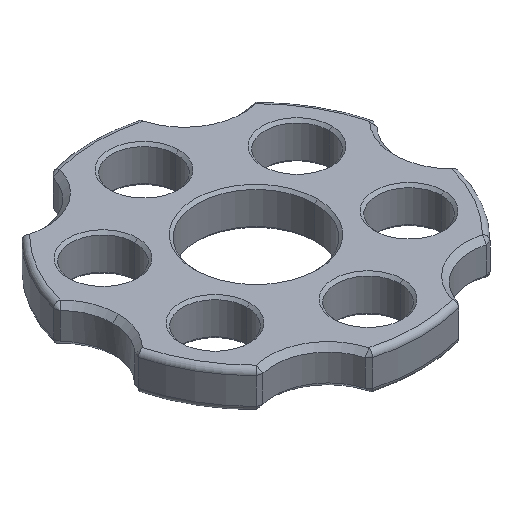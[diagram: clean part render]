
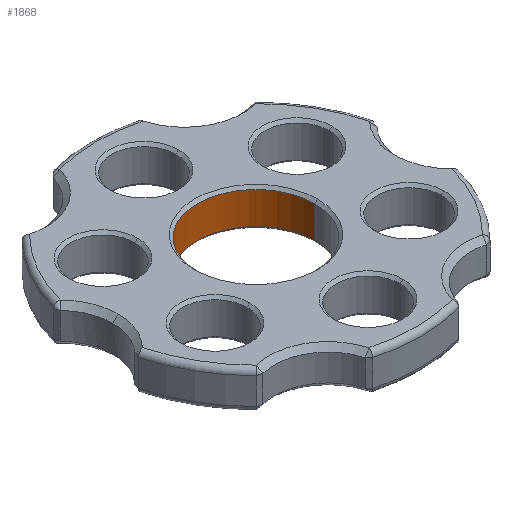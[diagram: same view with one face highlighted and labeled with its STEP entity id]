
A CAD part, isometric view. The second image highlights one B-rep face of the part: STEP entity #1868.
In plain terms, the highlighted cylindrical face has radius 11 mm (diameter 22 mm), a partial arc.
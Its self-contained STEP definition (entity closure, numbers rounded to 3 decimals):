
#7 = DIRECTION ( 'NONE',  ( -1., 0., 0. ) ) ;
#71 = VERTEX_POINT ( 'NONE', #1263 ) ;
#445 = CARTESIAN_POINT ( 'NONE',  ( -11., 0., -3. ) ) ;
#508 = EDGE_CURVE ( 'NONE', #71, #3701, #655, .T. ) ;
#576 = CARTESIAN_POINT ( 'NONE',  ( 0., 0., -3. ) ) ;
#655 = LINE ( 'NONE', #2531, #1543 ) ;
#687 = VERTEX_POINT ( 'NONE', #2166 ) ;
#718 = CIRCLE ( 'NONE', #3275, 11. ) ;
#799 = ORIENTED_EDGE ( 'NONE', *, *, #2347, .T. ) ;
#874 = CIRCLE ( 'NONE', #3072, 11. ) ;
#922 = CARTESIAN_POINT ( 'NONE',  ( 0., 0., 3.5 ) ) ;
#969 = DIRECTION ( 'NONE',  ( 1., 0., 0. ) ) ;
#1046 = LINE ( 'NONE', #3634, #2415 ) ;
#1245 = ORIENTED_EDGE ( 'NONE', *, *, #508, .T. ) ;
#1263 = CARTESIAN_POINT ( 'NONE',  ( -11., 0., 3. ) ) ;
#1493 = DIRECTION ( 'NONE',  ( 0., 0., -1. ) ) ;
#1503 = CYLINDRICAL_SURFACE ( 'NONE', #1660, 11. ) ;
#1543 = VECTOR ( 'NONE', #3095, 1000. ) ;
#1580 = DIRECTION ( 'NONE',  ( 0., 0., 1. ) ) ;
#1660 = AXIS2_PLACEMENT_3D ( 'NONE', #922, #2019, #7 ) ;
#1868 = ADVANCED_FACE ( 'NONE', ( #2321 ), #1503, .F. ) ;
#1921 = DIRECTION ( 'NONE',  ( 0., 0., -1. ) ) ;
#2019 = DIRECTION ( 'NONE',  ( 0., 0., -1. ) ) ;
#2085 = DIRECTION ( 'NONE',  ( 1., 0., 0. ) ) ;
#2166 = CARTESIAN_POINT ( 'NONE',  ( 11., 0., 3. ) ) ;
#2321 = FACE_OUTER_BOUND ( 'NONE', #3223, .T. ) ;
#2347 = EDGE_CURVE ( 'NONE', #687, #71, #718, .T. ) ;
#2415 = VECTOR ( 'NONE', #1921, 1000. ) ;
#2527 = EDGE_CURVE ( 'NONE', #687, #3427, #1046, .T. ) ;
#2531 = CARTESIAN_POINT ( 'NONE',  ( -11., 0., 3.5 ) ) ;
#2574 = CARTESIAN_POINT ( 'NONE',  ( 11., 0., -3. ) ) ;
#2894 = ORIENTED_EDGE ( 'NONE', *, *, #3004, .T. ) ;
#3004 = EDGE_CURVE ( 'NONE', #3701, #3427, #874, .T. ) ;
#3072 = AXIS2_PLACEMENT_3D ( 'NONE', #576, #1493, #2085 ) ;
#3095 = DIRECTION ( 'NONE',  ( 0., 0., -1. ) ) ;
#3223 = EDGE_LOOP ( 'NONE', ( #3440, #799, #1245, #2894 ) ) ;
#3261 = CARTESIAN_POINT ( 'NONE',  ( 0., 0., 3. ) ) ;
#3275 = AXIS2_PLACEMENT_3D ( 'NONE', #3261, #1580, #969 ) ;
#3427 = VERTEX_POINT ( 'NONE', #2574 ) ;
#3440 = ORIENTED_EDGE ( 'NONE', *, *, #2527, .F. ) ;
#3634 = CARTESIAN_POINT ( 'NONE',  ( 11., 0., 3.5 ) ) ;
#3701 = VERTEX_POINT ( 'NONE', #445 ) ;
